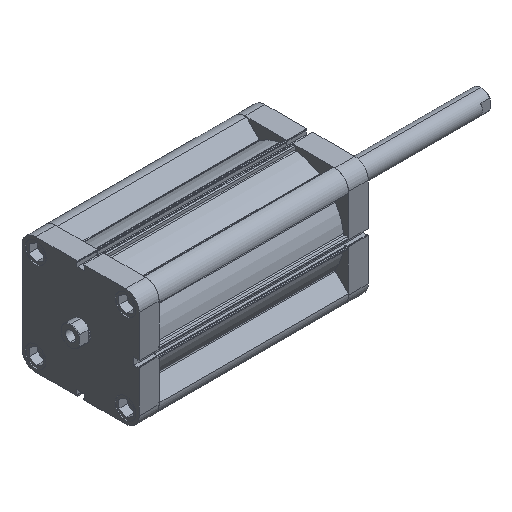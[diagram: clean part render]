
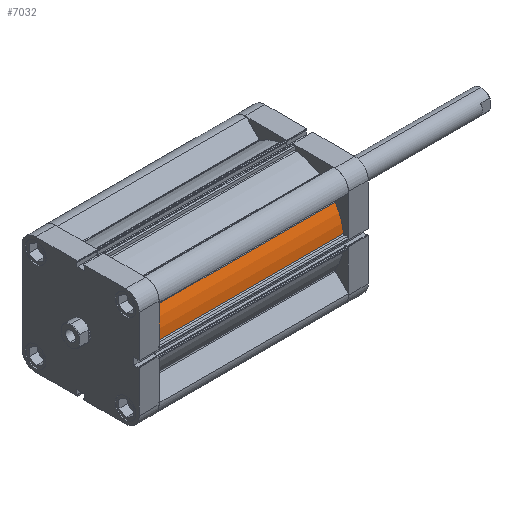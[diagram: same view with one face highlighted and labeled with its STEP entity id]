
A CAD part, isometric view. The second image highlights one B-rep face of the part: STEP entity #7032.
In plain terms, the highlighted cylindrical face has radius 53.5 mm (diameter 107 mm), a partial arc.
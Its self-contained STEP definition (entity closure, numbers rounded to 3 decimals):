
#489 = CARTESIAN_POINT ( 'NONE',  ( 0., 0., 0. ) ) ;
#500 = DIRECTION ( 'NONE',  ( 0., 0., 1. ) ) ;
#501 = DIRECTION ( 'NONE',  ( 1., 0., 0. ) ) ;
#514 = CARTESIAN_POINT ( 'NONE',  ( 6.135, -53.147, 187.5 ) ) ;
#515 = DIRECTION ( 'NONE',  ( 0., 0., -1. ) ) ;
#537 = CARTESIAN_POINT ( 'NONE',  ( 0., 0., 187.5 ) ) ;
#546 = DIRECTION ( 'NONE',  ( 0., 0., 1. ) ) ;
#547 = DIRECTION ( 'NONE',  ( 1., 0., 0. ) ) ;
#605 = DIRECTION ( 'NONE',  ( -1., 0., 0. ) ) ;
#606 = DIRECTION ( 'NONE',  ( 0., 0., -1. ) ) ;
#607 = CARTESIAN_POINT ( 'NONE',  ( 0., 0., 187.5 ) ) ;
#785 = VERTEX_POINT ( 'NONE', #1125 ) ;
#1057 = VERTEX_POINT ( 'NONE', #8097 ) ;
#1125 = CARTESIAN_POINT ( 'NONE',  ( 6.135, -53.147, 187.5 ) ) ;
#1936 = ORIENTED_EDGE ( 'NONE', *, *, #6981, .T. ) ;
#1937 = ORIENTED_EDGE ( 'NONE', *, *, #2139, .T. ) ;
#1938 = ORIENTED_EDGE ( 'NONE', *, *, #7000, .F. ) ;
#1939 = ORIENTED_EDGE ( 'NONE', *, *, #6988, .T. ) ;
#2139 = EDGE_CURVE ( 'NONE', #7812, #7811, #3515, .T. ) ;
#3028 = AXIS2_PLACEMENT_3D ( 'NONE', #489, #500, #501 ) ;
#3048 = AXIS2_PLACEMENT_3D ( 'NONE', #537, #546, #547 ) ;
#3064 = AXIS2_PLACEMENT_3D ( 'NONE', #607, #606, #605 ) ;
#3515 = LINE ( 'NONE', #8327, #3529 ) ;
#3529 = VECTOR ( 'NONE', #8332, 1000. ) ;
#3861 = LINE ( 'NONE', #514, #3870 ) ;
#3864 = CIRCLE ( 'NONE', #3028, 53.5 ) ;
#3870 = VECTOR ( 'NONE', #515, 1000. ) ;
#3889 = CIRCLE ( 'NONE', #3048, 53.5 ) ;
#3926 = FACE_OUTER_BOUND ( 'NONE', #7777, .T. ) ;
#3929 = CYLINDRICAL_SURFACE ( 'NONE', #3064, 53.5 ) ;
#6844 = CARTESIAN_POINT ( 'NONE',  ( 28.996, -44.961, 187.5 ) ) ;
#6852 = CARTESIAN_POINT ( 'NONE',  ( 28.996, -44.961, 0. ) ) ;
#6981 = EDGE_CURVE ( 'NONE', #1057, #7812, #3864, .T. ) ;
#6988 = EDGE_CURVE ( 'NONE', #785, #1057, #3861, .T. ) ;
#7000 = EDGE_CURVE ( 'NONE', #785, #7811, #3889, .T. ) ;
#7032 = ADVANCED_FACE ( 'NONE', ( #3926 ), #3929, .T. ) ;
#7777 = EDGE_LOOP ( 'NONE', ( #1936, #1937, #1938, #1939 ) ) ;
#7811 = VERTEX_POINT ( 'NONE', #6844 ) ;
#7812 = VERTEX_POINT ( 'NONE', #6852 ) ;
#8097 = CARTESIAN_POINT ( 'NONE',  ( 6.135, -53.147, 0. ) ) ;
#8327 = CARTESIAN_POINT ( 'NONE',  ( 28.996, -44.961, 187.5 ) ) ;
#8332 = DIRECTION ( 'NONE',  ( 0., 0., 1. ) ) ;
